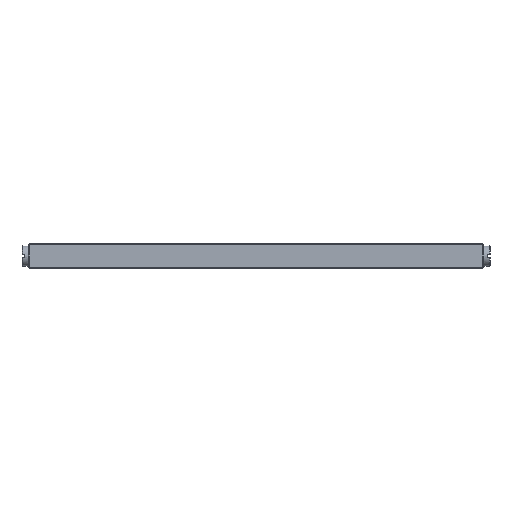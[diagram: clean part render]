
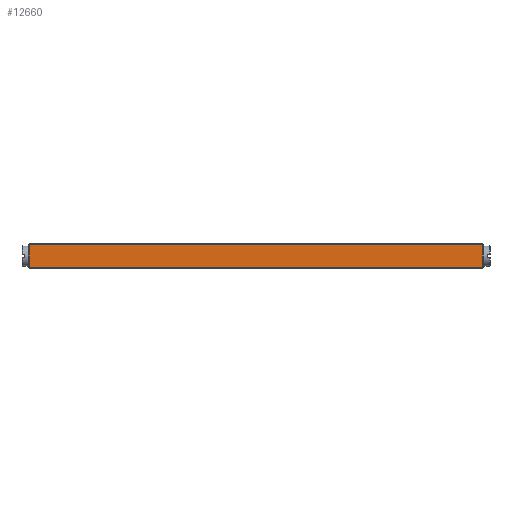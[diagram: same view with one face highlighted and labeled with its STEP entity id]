
A CAD part, front view. The second image highlights one B-rep face of the part: STEP entity #12660.
In plain terms, the highlighted planar face has unit normal (0, -1, 0).
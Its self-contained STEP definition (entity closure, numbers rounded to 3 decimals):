
#10080=FACE_OUTER_BOUND('',#20360,.T.);
#12660=ADVANCED_FACE('',(#10080),#15396,.T.);
#15396=PLANE('',#58650);
#20360=EDGE_LOOP('',(#25270,#25271,#25272,#25273));
#25270=ORIENTED_EDGE('',*,*,#42959,.T.);
#25271=ORIENTED_EDGE('',*,*,#42960,.T.);
#25272=ORIENTED_EDGE('',*,*,#42961,.T.);
#25273=ORIENTED_EDGE('',*,*,#42962,.T.);
#38045=VERTEX_POINT('',#78739);
#38046=VERTEX_POINT('',#78740);
#38047=VERTEX_POINT('',#78742);
#38048=VERTEX_POINT('',#78744);
#42959=EDGE_CURVE('',#38045,#38046,#49622,.T.);
#42960=EDGE_CURVE('',#38046,#38047,#49623,.T.);
#42961=EDGE_CURVE('',#38047,#38048,#49624,.T.);
#42962=EDGE_CURVE('',#38048,#38045,#49625,.T.);
#49622=LINE('',#78738,#54394);
#49623=LINE('',#78741,#54395);
#49624=LINE('',#78743,#54396);
#49625=LINE('',#78745,#54397);
#54394=VECTOR('',#63737,1.);
#54395=VECTOR('',#63738,1.);
#54396=VECTOR('',#63739,1.);
#54397=VECTOR('',#63740,1.);
#58650=AXIS2_PLACEMENT_3D('',#78746,#63741,#63742);
#63737=DIRECTION('',(0.,0.,1.));
#63738=DIRECTION('',(-1.,0.,0.));
#63739=DIRECTION('',(0.,0.,-1.));
#63740=DIRECTION('',(1.,0.,0.));
#63741=DIRECTION('',(0.,-1.,0.));
#63742=DIRECTION('',(0.,0.,1.));
#78738=CARTESIAN_POINT('',(199.5,-12.,11.));
#78739=CARTESIAN_POINT('',(199.5,-12.,0.5));
#78740=CARTESIAN_POINT('',(199.5,-12.,10.5));
#78741=CARTESIAN_POINT('',(100.,-12.,10.5));
#78742=CARTESIAN_POINT('',(0.5,-12.,10.5));
#78743=CARTESIAN_POINT('',(0.5,-12.,11.));
#78744=CARTESIAN_POINT('',(0.5,-12.,0.5));
#78745=CARTESIAN_POINT('',(100.,-12.,0.5));
#78746=CARTESIAN_POINT('',(100.,-12.,11.));
